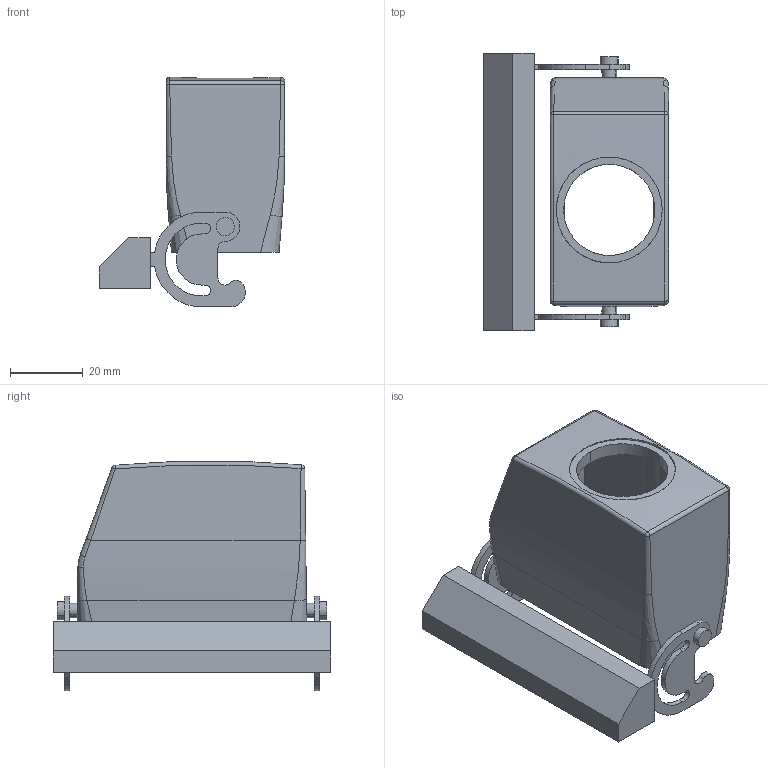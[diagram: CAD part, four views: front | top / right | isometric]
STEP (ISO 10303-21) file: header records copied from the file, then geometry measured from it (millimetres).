
FILE_DESCRIPTION(('CATIA V5 STEP Exchange','CAx-IF Rec.Pracs.--- Model Styling and Organization---1.4--- 2014-01-23'),'2;1');
FILE_NAME ('021686-1_3', '2019-11-14T09:35:22+00:00', ('none'), ('Weidmueller'), 'CATIA Version 5-6 Release 2016 SP3 HF44', 'CATIA V5 STEP AP214', 'none');
FILE_SCHEMA(('AUTOMOTIVE_DESIGN { 1 0 10303 214 1 1 1 1 }'));
Length unit declared in the file: millimetre
Products named in the file (1): 1788670000_S
Bounding box: 50.75 x 76 x 63 mm (x, y, z)
Volume: 47793.3 mm3; surface area: 24707.6 mm2
Topology: 1 solids, 1 shells, 143 faces, 374 edges, 244 vertices
Faces by surface type: plane 63, cylinder 58, bspline 20, torus 2
Entity records: 5538 total; most frequent: CARTESIAN_POINT 2361, ORIENTED_EDGE 748, DIRECTION 461, EDGE_CURVE 374, VERTEX_POINT 244, VECTOR 192, LINE 192, AXIS2_PLACEMENT_3D 190
